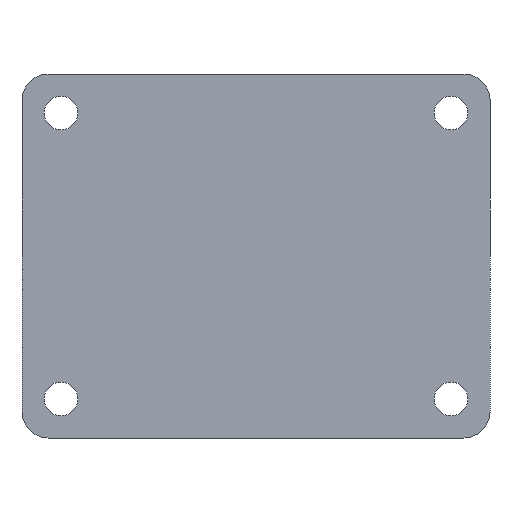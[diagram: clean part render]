
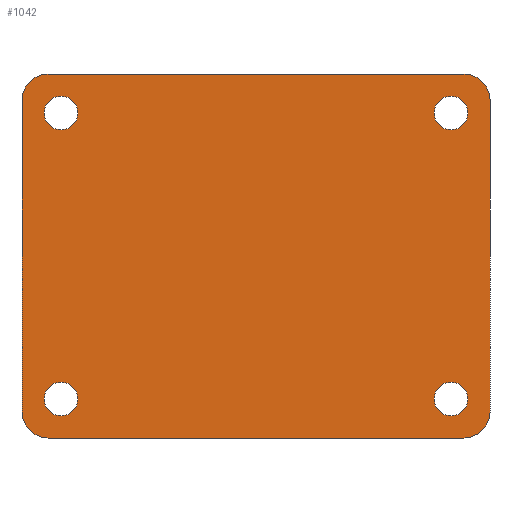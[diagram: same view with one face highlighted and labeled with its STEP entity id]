
A CAD part, front view. The second image highlights one B-rep face of the part: STEP entity #1042.
In plain terms, the highlighted planar face has unit normal (0, -1, 0).
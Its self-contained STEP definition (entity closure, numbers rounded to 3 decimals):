
#30 = ORIENTED_EDGE ( 'NONE', *, *, #574, .T. ) ;
#31 = VERTEX_POINT ( 'NONE', #1582 ) ;
#53 = ORIENTED_EDGE ( 'NONE', *, *, #1969, .T. ) ;
#57 = CIRCLE ( 'NONE', #2218, 10. ) ;
#65 = VERTEX_POINT ( 'NONE', #716 ) ;
#74 = CARTESIAN_POINT ( 'NONE',  ( -80., 0., 70. ) ) ;
#83 = CARTESIAN_POINT ( 'NONE',  ( -90., 0., 70. ) ) ;
#87 = CIRCLE ( 'NONE', #1449, 6.5 ) ;
#105 = ORIENTED_EDGE ( 'NONE', *, *, #1922, .F. ) ;
#121 = DIRECTION ( 'NONE',  ( 0., 0., -1. ) ) ;
#142 = DIRECTION ( 'NONE',  ( 0., 0., -1. ) ) ;
#157 = DIRECTION ( 'NONE',  ( 0., 0., 1. ) ) ;
#179 = CARTESIAN_POINT ( 'NONE',  ( 0., 0., 0. ) ) ;
#232 = ORIENTED_EDGE ( 'NONE', *, *, #348, .T. ) ;
#236 = CIRCLE ( 'NONE', #1965, 6.5 ) ;
#254 = ORIENTED_EDGE ( 'NONE', *, *, #1314, .F. ) ;
#265 = ORIENTED_EDGE ( 'NONE', *, *, #362, .F. ) ;
#283 = CARTESIAN_POINT ( 'NONE',  ( 75., 0., -61.5 ) ) ;
#334 = DIRECTION ( 'NONE',  ( 0., 0., 1. ) ) ;
#336 = ORIENTED_EDGE ( 'NONE', *, *, #1151, .T. ) ;
#348 = EDGE_CURVE ( 'NONE', #570, #2204, #354, .T. ) ;
#354 = CIRCLE ( 'NONE', #1520, 6.5 ) ;
#362 = EDGE_CURVE ( 'NONE', #1592, #540, #1177, .T. ) ;
#402 = ORIENTED_EDGE ( 'NONE', *, *, #555, .T. ) ;
#426 = CARTESIAN_POINT ( 'NONE',  ( -75., 0., 55. ) ) ;
#434 = VERTEX_POINT ( 'NONE', #1333 ) ;
#441 = DIRECTION ( 'NONE',  ( 0., 1., 0. ) ) ;
#451 = EDGE_CURVE ( 'NONE', #455, #1786, #236, .T. ) ;
#452 = DIRECTION ( 'NONE',  ( 0., 0., 1. ) ) ;
#455 = VERTEX_POINT ( 'NONE', #1159 ) ;
#461 = DIRECTION ( 'NONE',  ( 0., 1., 0. ) ) ;
#465 = CARTESIAN_POINT ( 'NONE',  ( -90., 0., 60. ) ) ;
#499 = DIRECTION ( 'NONE',  ( 0., 0., 1. ) ) ;
#500 = DIRECTION ( 'NONE',  ( 0., 1., 0. ) ) ;
#505 = CARTESIAN_POINT ( 'NONE',  ( -90., 0., 70. ) ) ;
#535 = FACE_BOUND ( 'NONE', #1760, .T. ) ;
#537 = DIRECTION ( 'NONE',  ( 0., 0., 1. ) ) ;
#539 = CARTESIAN_POINT ( 'NONE',  ( 75., 0., -55. ) ) ;
#540 = VERTEX_POINT ( 'NONE', #1595 ) ;
#548 = EDGE_CURVE ( 'NONE', #2204, #570, #87, .T. ) ;
#555 = EDGE_CURVE ( 'NONE', #31, #540, #2211, .T. ) ;
#570 = VERTEX_POINT ( 'NONE', #863 ) ;
#574 = EDGE_CURVE ( 'NONE', #1786, #455, #1666, .T. ) ;
#582 = AXIS2_PLACEMENT_3D ( 'NONE', #179, #2301, #1951 ) ;
#618 = ORIENTED_EDGE ( 'NONE', *, *, #1657, .T. ) ;
#626 = DIRECTION ( 'NONE',  ( 0., 0., 1. ) ) ;
#627 = CARTESIAN_POINT ( 'NONE',  ( -80., 0., -60. ) ) ;
#630 = EDGE_LOOP ( 'NONE', ( #618, #336 ) ) ;
#691 = AXIS2_PLACEMENT_3D ( 'NONE', #901, #1049, #142 ) ;
#696 = EDGE_LOOP ( 'NONE', ( #1833, #30 ) ) ;
#701 = CARTESIAN_POINT ( 'NONE',  ( -75., 0., 55. ) ) ;
#711 = EDGE_CURVE ( 'NONE', #31, #1390, #1855, .T. ) ;
#716 = CARTESIAN_POINT ( 'NONE',  ( -75., 0., 48.5 ) ) ;
#718 = CARTESIAN_POINT ( 'NONE',  ( 90., 0., 60. ) ) ;
#723 = CARTESIAN_POINT ( 'NONE',  ( -75., 0., -55. ) ) ;
#730 = CARTESIAN_POINT ( 'NONE',  ( 80., 0., 70. ) ) ;
#731 = ORIENTED_EDGE ( 'NONE', *, *, #1254, .T. ) ;
#777 = VECTOR ( 'NONE', #1472, 1000. ) ;
#784 = CARTESIAN_POINT ( 'NONE',  ( -75., 0., -61.5 ) ) ;
#789 = CARTESIAN_POINT ( 'NONE',  ( -80., 0., -70. ) ) ;
#812 = CIRCLE ( 'NONE', #1603, 6.5 ) ;
#816 = CARTESIAN_POINT ( 'NONE',  ( -75., 0., -55. ) ) ;
#833 = ORIENTED_EDGE ( 'NONE', *, *, #952, .T. ) ;
#840 = VECTOR ( 'NONE', #1524, 1000. ) ;
#863 = CARTESIAN_POINT ( 'NONE',  ( -75., 0., -48.5 ) ) ;
#889 = AXIS2_PLACEMENT_3D ( 'NONE', #627, #1394, #2256 ) ;
#895 = CIRCLE ( 'NONE', #1222, 10. ) ;
#901 = CARTESIAN_POINT ( 'NONE',  ( 80., 0., -60. ) ) ;
#942 = VERTEX_POINT ( 'NONE', #2025 ) ;
#950 = ORIENTED_EDGE ( 'NONE', *, *, #1604, .T. ) ;
#952 = EDGE_CURVE ( 'NONE', #942, #65, #1106, .T. ) ;
#975 = VERTEX_POINT ( 'NONE', #74 ) ;
#981 = LINE ( 'NONE', #83, #1788 ) ;
#991 = DIRECTION ( 'NONE',  ( 0., 0., 1. ) ) ;
#1042 = ADVANCED_FACE ( 'NONE', ( #535, #1424, #2119, #1384, #1239 ), #1931, .T. ) ;
#1049 = DIRECTION ( 'NONE',  ( 0., -1., 0. ) ) ;
#1075 = CARTESIAN_POINT ( 'NONE',  ( 80., 0., 60. ) ) ;
#1093 = VERTEX_POINT ( 'NONE', #465 ) ;
#1106 = CIRCLE ( 'NONE', #1487, 6.5 ) ;
#1146 = DIRECTION ( 'NONE',  ( 0., 0., 1. ) ) ;
#1151 = EDGE_CURVE ( 'NONE', #2212, #434, #2107, .T. ) ;
#1159 = CARTESIAN_POINT ( 'NONE',  ( 75., 0., 61.5 ) ) ;
#1166 = DIRECTION ( 'NONE',  ( -1., 0., 0. ) ) ;
#1174 = ORIENTED_EDGE ( 'NONE', *, *, #548, .T. ) ;
#1177 = LINE ( 'NONE', #2253, #840 ) ;
#1222 = AXIS2_PLACEMENT_3D ( 'NONE', #1075, #2169, #2151 ) ;
#1239 = FACE_OUTER_BOUND ( 'NONE', #1809, .T. ) ;
#1254 = EDGE_CURVE ( 'NONE', #1496, #1390, #1601, .T. ) ;
#1269 = CARTESIAN_POINT ( 'NONE',  ( 75., 0., -55. ) ) ;
#1271 = CARTESIAN_POINT ( 'NONE',  ( 75., 0., 48.5 ) ) ;
#1295 = AXIS2_PLACEMENT_3D ( 'NONE', #2103, #1791, #334 ) ;
#1314 = EDGE_CURVE ( 'NONE', #975, #1362, #2269, .T. ) ;
#1333 = CARTESIAN_POINT ( 'NONE',  ( 75., 0., -48.5 ) ) ;
#1362 = VERTEX_POINT ( 'NONE', #730 ) ;
#1384 = FACE_BOUND ( 'NONE', #1867, .T. ) ;
#1390 = VERTEX_POINT ( 'NONE', #789 ) ;
#1394 = DIRECTION ( 'NONE',  ( 0., -1., 0. ) ) ;
#1424 = FACE_BOUND ( 'NONE', #630, .T. ) ;
#1425 = CARTESIAN_POINT ( 'NONE',  ( -80., 0., 60. ) ) ;
#1449 = AXIS2_PLACEMENT_3D ( 'NONE', #723, #2125, #499 ) ;
#1472 = DIRECTION ( 'NONE',  ( 1., 0., 0. ) ) ;
#1487 = AXIS2_PLACEMENT_3D ( 'NONE', #426, #441, #1146 ) ;
#1496 = VERTEX_POINT ( 'NONE', #1889 ) ;
#1520 = AXIS2_PLACEMENT_3D ( 'NONE', #816, #461, #452 ) ;
#1524 = DIRECTION ( 'NONE',  ( 0., 0., -1. ) ) ;
#1582 = CARTESIAN_POINT ( 'NONE',  ( 80., 0., -70. ) ) ;
#1592 = VERTEX_POINT ( 'NONE', #718 ) ;
#1595 = CARTESIAN_POINT ( 'NONE',  ( 90., 0., -60. ) ) ;
#1601 = CIRCLE ( 'NONE', #889, 10. ) ;
#1603 = AXIS2_PLACEMENT_3D ( 'NONE', #539, #2109, #157 ) ;
#1604 = EDGE_CURVE ( 'NONE', #975, #1093, #57, .T. ) ;
#1608 = DIRECTION ( 'NONE',  ( 0., 0., 1. ) ) ;
#1618 = ORIENTED_EDGE ( 'NONE', *, *, #711, .F. ) ;
#1630 = VECTOR ( 'NONE', #1166, 1000. ) ;
#1637 = CIRCLE ( 'NONE', #1934, 6.5 ) ;
#1646 = ORIENTED_EDGE ( 'NONE', *, *, #2157, .T. ) ;
#1657 = EDGE_CURVE ( 'NONE', #434, #2212, #812, .T. ) ;
#1666 = CIRCLE ( 'NONE', #1295, 6.5 ) ;
#1760 = EDGE_LOOP ( 'NONE', ( #833, #53 ) ) ;
#1781 = DIRECTION ( 'NONE',  ( 0., 1., 0. ) ) ;
#1783 = DIRECTION ( 'NONE',  ( 0., -1., 0. ) ) ;
#1786 = VERTEX_POINT ( 'NONE', #1271 ) ;
#1788 = VECTOR ( 'NONE', #626, 1000. ) ;
#1791 = DIRECTION ( 'NONE',  ( 0., 1., 0. ) ) ;
#1809 = EDGE_LOOP ( 'NONE', ( #265, #1646, #254, #950, #105, #731, #1618, #402 ) ) ;
#1833 = ORIENTED_EDGE ( 'NONE', *, *, #451, .T. ) ;
#1855 = LINE ( 'NONE', #2227, #1630 ) ;
#1867 = EDGE_LOOP ( 'NONE', ( #232, #1174 ) ) ;
#1889 = CARTESIAN_POINT ( 'NONE',  ( -90., 0., -60. ) ) ;
#1922 = EDGE_CURVE ( 'NONE', #1496, #1093, #981, .T. ) ;
#1931 = PLANE ( 'NONE',  #582 ) ;
#1932 = AXIS2_PLACEMENT_3D ( 'NONE', #1269, #1781, #537 ) ;
#1934 = AXIS2_PLACEMENT_3D ( 'NONE', #701, #500, #1608 ) ;
#1951 = DIRECTION ( 'NONE',  ( 0., 0., -1. ) ) ;
#1965 = AXIS2_PLACEMENT_3D ( 'NONE', #2038, #2229, #991 ) ;
#1969 = EDGE_CURVE ( 'NONE', #65, #942, #1637, .T. ) ;
#2025 = CARTESIAN_POINT ( 'NONE',  ( -75., 0., 61.5 ) ) ;
#2038 = CARTESIAN_POINT ( 'NONE',  ( 75., 0., 55. ) ) ;
#2103 = CARTESIAN_POINT ( 'NONE',  ( 75., 0., 55. ) ) ;
#2107 = CIRCLE ( 'NONE', #1932, 6.5 ) ;
#2109 = DIRECTION ( 'NONE',  ( 0., 1., 0. ) ) ;
#2119 = FACE_BOUND ( 'NONE', #696, .T. ) ;
#2125 = DIRECTION ( 'NONE',  ( 0., 1., 0. ) ) ;
#2151 = DIRECTION ( 'NONE',  ( 0., 0., -1. ) ) ;
#2157 = EDGE_CURVE ( 'NONE', #1592, #1362, #895, .T. ) ;
#2169 = DIRECTION ( 'NONE',  ( 0., -1., 0. ) ) ;
#2204 = VERTEX_POINT ( 'NONE', #784 ) ;
#2211 = CIRCLE ( 'NONE', #691, 10. ) ;
#2212 = VERTEX_POINT ( 'NONE', #283 ) ;
#2218 = AXIS2_PLACEMENT_3D ( 'NONE', #1425, #1783, #121 ) ;
#2227 = CARTESIAN_POINT ( 'NONE',  ( -90., 0., -70. ) ) ;
#2229 = DIRECTION ( 'NONE',  ( 0., 1., 0. ) ) ;
#2253 = CARTESIAN_POINT ( 'NONE',  ( 90., 0., 70. ) ) ;
#2256 = DIRECTION ( 'NONE',  ( 0., 0., -1. ) ) ;
#2269 = LINE ( 'NONE', #505, #777 ) ;
#2301 = DIRECTION ( 'NONE',  ( 0., -1., 0. ) ) ;
